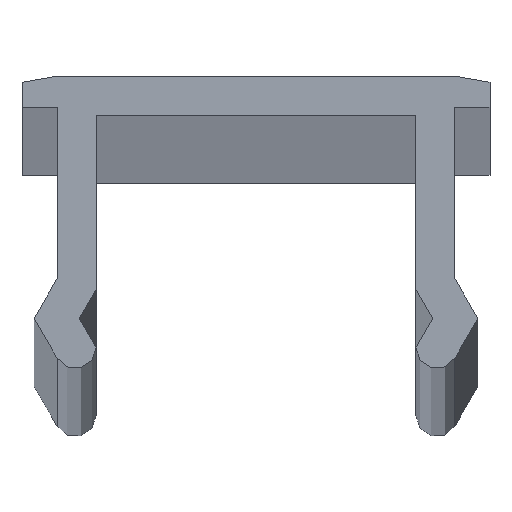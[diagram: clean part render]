
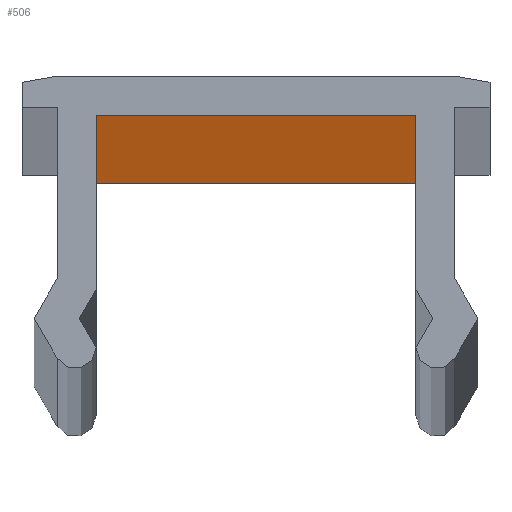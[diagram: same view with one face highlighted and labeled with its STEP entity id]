
A CAD part, top view. The second image highlights one B-rep face of the part: STEP entity #506.
In plain terms, the highlighted planar face has unit normal (0, -1, 0).
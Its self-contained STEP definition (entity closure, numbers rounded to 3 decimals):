
#42 = VECTOR ( 'NONE', #549, 1000. ) ;
#65 = VECTOR ( 'NONE', #263, 1000. ) ;
#95 = ORIENTED_EDGE ( 'NONE', *, *, #590, .T. ) ;
#119 = DIRECTION ( 'NONE',  ( 1., 0., 0. ) ) ;
#137 = CARTESIAN_POINT ( 'NONE',  ( 4.1, -1., 1000. ) ) ;
#169 = VECTOR ( 'NONE', #119, 1000. ) ;
#172 = FACE_OUTER_BOUND ( 'NONE', #295, .T. ) ;
#192 = LINE ( 'NONE', #384, #169 ) ;
#203 = LINE ( 'NONE', #137, #65 ) ;
#207 = AXIS2_PLACEMENT_3D ( 'NONE', #366, #306, #610 ) ;
#224 = ORIENTED_EDGE ( 'NONE', *, *, #621, .T. ) ;
#234 = DIRECTION ( 'NONE',  ( 0., 0., -1. ) ) ;
#263 = DIRECTION ( 'NONE',  ( 0., 0., -1. ) ) ;
#295 = EDGE_LOOP ( 'NONE', ( #224, #536, #454, #95 ) ) ;
#306 = DIRECTION ( 'NONE',  ( 0., 1., 0. ) ) ;
#327 = VERTEX_POINT ( 'NONE', #679 ) ;
#356 = VERTEX_POINT ( 'NONE', #505 ) ;
#366 = CARTESIAN_POINT ( 'NONE',  ( -4.1, -1., 1000. ) ) ;
#384 = CARTESIAN_POINT ( 'NONE',  ( -4.1, -1., 0. ) ) ;
#417 = LINE ( 'NONE', #667, #777 ) ;
#422 = LINE ( 'NONE', #684, #42 ) ;
#454 = ORIENTED_EDGE ( 'NONE', *, *, #496, .F. ) ;
#496 = EDGE_CURVE ( 'NONE', #528, #327, #422, .T. ) ;
#505 = CARTESIAN_POINT ( 'NONE',  ( 4.1, -1., 0. ) ) ;
#506 = ADVANCED_FACE ( 'NONE', ( #172 ), #680, .F. ) ;
#528 = VERTEX_POINT ( 'NONE', #672 ) ;
#536 = ORIENTED_EDGE ( 'NONE', *, *, #804, .F. ) ;
#549 = DIRECTION ( 'NONE',  ( 1., 0., 0. ) ) ;
#569 = CARTESIAN_POINT ( 'NONE',  ( -4.1, -1., 0. ) ) ;
#590 = EDGE_CURVE ( 'NONE', #528, #661, #417, .T. ) ;
#610 = DIRECTION ( 'NONE',  ( -1., 0., 0. ) ) ;
#621 = EDGE_CURVE ( 'NONE', #661, #356, #192, .T. ) ;
#661 = VERTEX_POINT ( 'NONE', #569 ) ;
#667 = CARTESIAN_POINT ( 'NONE',  ( -4.1, -1., 1000. ) ) ;
#672 = CARTESIAN_POINT ( 'NONE',  ( -4.1, -1., 1000. ) ) ;
#679 = CARTESIAN_POINT ( 'NONE',  ( 4.1, -1., 1000. ) ) ;
#680 = PLANE ( 'NONE',  #207 ) ;
#684 = CARTESIAN_POINT ( 'NONE',  ( -4.1, -1., 1000. ) ) ;
#777 = VECTOR ( 'NONE', #234, 1000. ) ;
#804 = EDGE_CURVE ( 'NONE', #327, #356, #203, .T. ) ;
